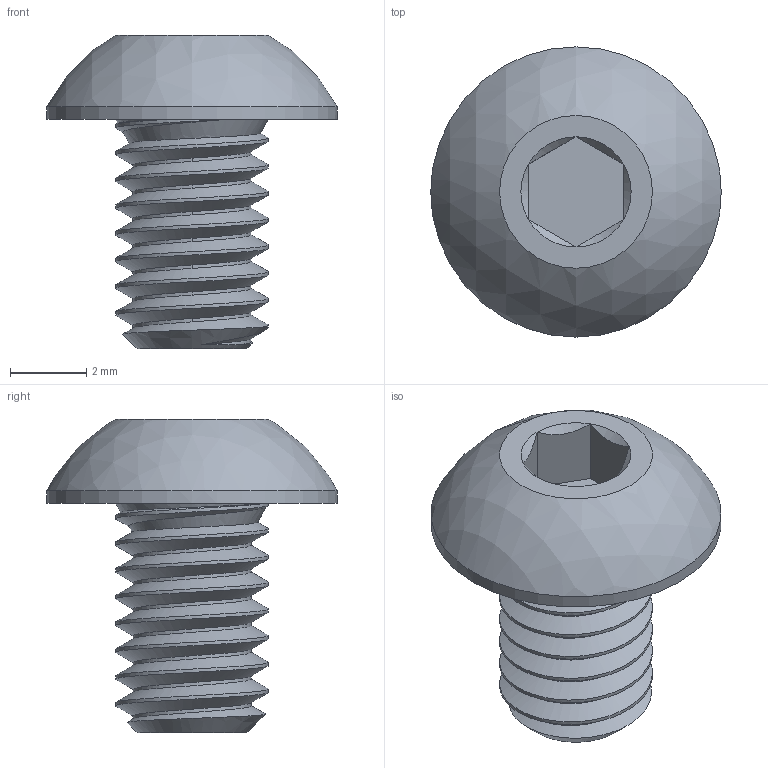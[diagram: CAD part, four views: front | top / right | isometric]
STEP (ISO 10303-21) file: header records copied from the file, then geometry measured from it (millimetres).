
FILE_DESCRIPTION(/* description */ ('STEP AP203'),/* implementation_level */ '2;1');
FILE_NAME(/* name */ '91239A138_M4-6mm-Button Head Hex Drive Screw.step',/* time_stamp */ '2026-02-23T17:20:08-05:00',/* author */ (''),/* organization */ (''),/* preprocessor_version */ 'ST-DEVELOPER v20.1',/* originating_system */ 'Autodesk Translation Framework v14.24.0.0',/* authorisation */ '');
FILE_SCHEMA (('AUTOMOTIVE_DESIGN { 1 0 10303 214 3 1 1 }'));
Length unit declared in the file: millimetre
Products named in the file (1): 2026-01-24-07-38-41-028
Bounding box: 7.6 x 7.6 x 8.2 mm (x, y, z)
Volume: 122.7 mm3; surface area: 237.1 mm2
Topology: 1 solids, 1 shells, 40 faces, 92 edges, 57 vertices
Faces by surface type: cylinder 18, plane 10, cone 9, bspline 2, sphere 1
Full cylindrical faces by diameter (mm): 3.091 x6, 4 x7, 7.6 x1
Entity records: 2377 total; most frequent: CARTESIAN_POINT 1548, ORIENTED_EDGE 184, DIRECTION 140, EDGE_CURVE 92, VERTEX_POINT 57, AXIS2_PLACEMENT_3D 55, EDGE_LOOP 43, FACE_OUTER_BOUND 40
